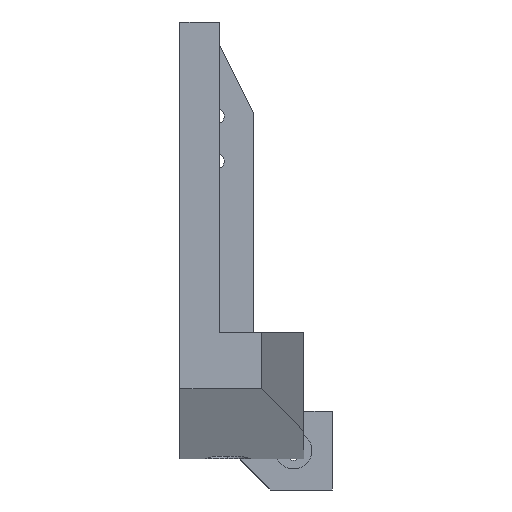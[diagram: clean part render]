
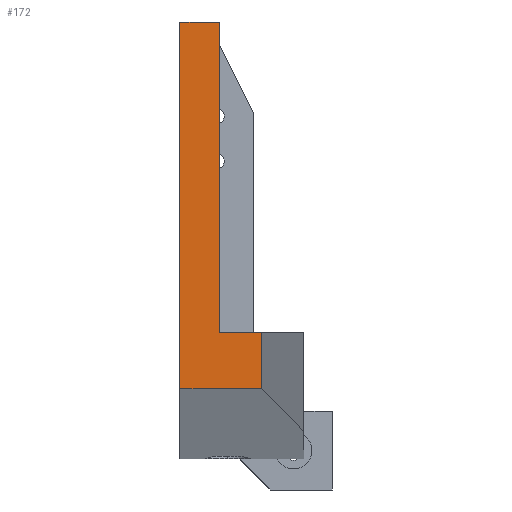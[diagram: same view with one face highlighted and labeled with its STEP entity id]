
A CAD part, left-side view. The second image highlights one B-rep face of the part: STEP entity #172.
In plain terms, the highlighted planar face has unit normal (-1, 0, 0).
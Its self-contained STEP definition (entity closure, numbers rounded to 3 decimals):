
#1 = VECTOR ( 'NONE', #3033, 1000. ) ;
#26 = ORIENTED_EDGE ( 'NONE', *, *, #530, .T. ) ;
#45 = VERTEX_POINT ( 'NONE', #731 ) ;
#64 = CARTESIAN_POINT ( 'NONE',  ( 0., 10., 10.5 ) ) ;
#108 = CARTESIAN_POINT ( 'NONE',  ( 0., 65., 7. ) ) ;
#172 = ADVANCED_FACE ( 'NONE', ( #518 ), #761, .T. ) ;
#200 = CARTESIAN_POINT ( 'NONE',  ( 0., 65., 0. ) ) ;
#228 = CARTESIAN_POINT ( 'NONE',  ( 0., 10., 14.5 ) ) ;
#229 = CARTESIAN_POINT ( 'NONE',  ( 0., 0., 14.5 ) ) ;
#476 = VECTOR ( 'NONE', #714, 1000. ) ;
#479 = EDGE_CURVE ( 'NONE', #2668, #3035, #2364, .T. ) ;
#518 = FACE_OUTER_BOUND ( 'NONE', #2889, .T. ) ;
#530 = EDGE_CURVE ( 'NONE', #3035, #1127, #2234, .T. ) ;
#542 = ORIENTED_EDGE ( 'NONE', *, *, #1287, .T. ) ;
#673 = VECTOR ( 'NONE', #2466, 1000. ) ;
#714 = DIRECTION ( 'NONE',  ( 0., 0., -1. ) ) ;
#731 = CARTESIAN_POINT ( 'NONE',  ( 0., 0., 14.5 ) ) ;
#761 = PLANE ( 'NONE',  #2662 ) ;
#762 = ORIENTED_EDGE ( 'NONE', *, *, #479, .T. ) ;
#816 = CARTESIAN_POINT ( 'NONE',  ( 0., 0., 0. ) ) ;
#1012 = DIRECTION ( 'NONE',  ( -1., 0., 0. ) ) ;
#1076 = EDGE_CURVE ( 'NONE', #1289, #1565, #2913, .T. ) ;
#1078 = ORIENTED_EDGE ( 'NONE', *, *, #3006, .T. ) ;
#1083 = ORIENTED_EDGE ( 'NONE', *, *, #1076, .T. ) ;
#1127 = VERTEX_POINT ( 'NONE', #108 ) ;
#1287 = EDGE_CURVE ( 'NONE', #1565, #45, #2770, .T. ) ;
#1289 = VERTEX_POINT ( 'NONE', #200 ) ;
#1521 = CARTESIAN_POINT ( 'NONE',  ( 0., 10., 7. ) ) ;
#1529 = EDGE_CURVE ( 'NONE', #45, #2668, #1878, .T. ) ;
#1556 = LINE ( 'NONE', #2011, #2476 ) ;
#1565 = VERTEX_POINT ( 'NONE', #816 ) ;
#1670 = CARTESIAN_POINT ( 'NONE',  ( 0., 65., 0. ) ) ;
#1850 = CARTESIAN_POINT ( 'NONE',  ( 0., 0., 0. ) ) ;
#1875 = CARTESIAN_POINT ( 'NONE',  ( 0., 10., 7. ) ) ;
#1878 = LINE ( 'NONE', #229, #3038 ) ;
#2011 = CARTESIAN_POINT ( 'NONE',  ( 0., 65., 7. ) ) ;
#2119 = DIRECTION ( 'NONE',  ( 0., -1., 0. ) ) ;
#2234 = LINE ( 'NONE', #1521, #673 ) ;
#2242 = VECTOR ( 'NONE', #2119, 1000. ) ;
#2364 = LINE ( 'NONE', #228, #476 ) ;
#2408 = CARTESIAN_POINT ( 'NONE',  ( 0., 10., 14.5 ) ) ;
#2466 = DIRECTION ( 'NONE',  ( 0., 1., 0. ) ) ;
#2476 = VECTOR ( 'NONE', #2500, 1000. ) ;
#2500 = DIRECTION ( 'NONE',  ( 0., 0., -1. ) ) ;
#2662 = AXIS2_PLACEMENT_3D ( 'NONE', #64, #1012, #2947 ) ;
#2668 = VERTEX_POINT ( 'NONE', #2408 ) ;
#2760 = ORIENTED_EDGE ( 'NONE', *, *, #1529, .T. ) ;
#2770 = LINE ( 'NONE', #1850, #1 ) ;
#2832 = DIRECTION ( 'NONE',  ( 0., 1., 0. ) ) ;
#2889 = EDGE_LOOP ( 'NONE', ( #2760, #762, #26, #1078, #1083, #542 ) ) ;
#2913 = LINE ( 'NONE', #1670, #2242 ) ;
#2947 = DIRECTION ( 'NONE',  ( 0., -1., 0. ) ) ;
#3006 = EDGE_CURVE ( 'NONE', #1127, #1289, #1556, .T. ) ;
#3033 = DIRECTION ( 'NONE',  ( 0., 0., 1. ) ) ;
#3035 = VERTEX_POINT ( 'NONE', #1875 ) ;
#3038 = VECTOR ( 'NONE', #2832, 1000. ) ;
